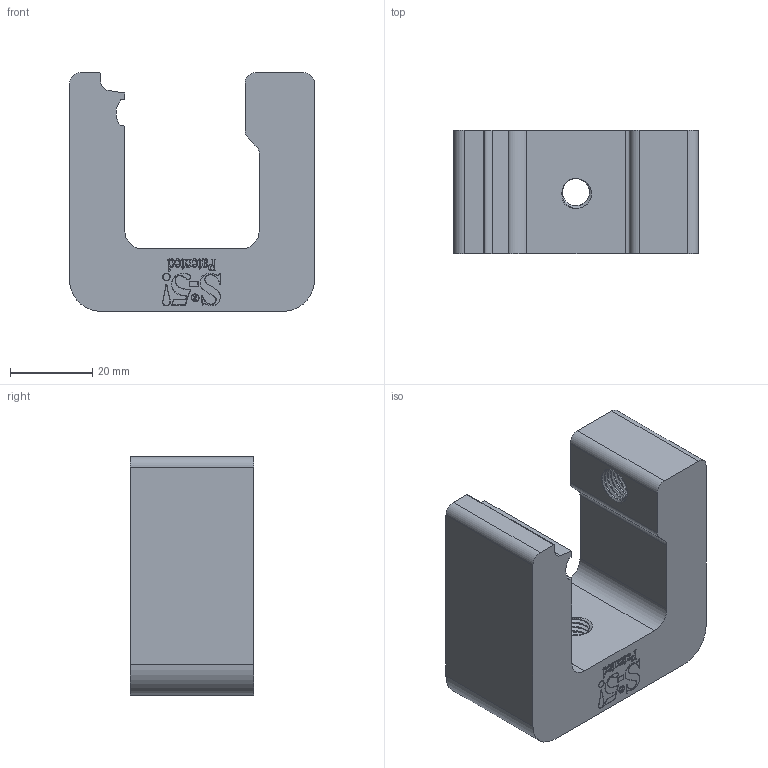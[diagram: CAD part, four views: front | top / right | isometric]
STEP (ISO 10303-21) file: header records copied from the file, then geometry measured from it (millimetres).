
FILE_DESCRIPTION (( 'STEP AP203' ), '1' );
FILE_NAME ('S-5-Q Mini.STEP', '2016-12-16T17:40:41', ( '' ), ( '' ), 'SwSTEP 2.0', 'SolidWorks 2017', '' );
FILE_SCHEMA (( 'CONFIG_CONTROL_DESIGN' ));
Length unit declared in the file: inch
Products named in the file (1): S-5-Q Mini
Bounding box: 59.69 x 30 x 58.22 mm (x, y, z)
Volume: 60288.8 mm3; surface area: 14668.5 mm2
Topology: 1 solids, 1 shells, 582 faces, 1623 edges, 1082 vertices
Faces by surface type: plane 252, bspline 194, cylinder 131, cone 5
Entity records: 27972 total; most frequent: CARTESIAN_POINT 14912, ORIENTED_EDGE 3246, DIRECTION 1831, EDGE_CURVE 1623, VERTEX_POINT 1082, VECTOR 949, LINE 949, EDGE_LOOP 625
